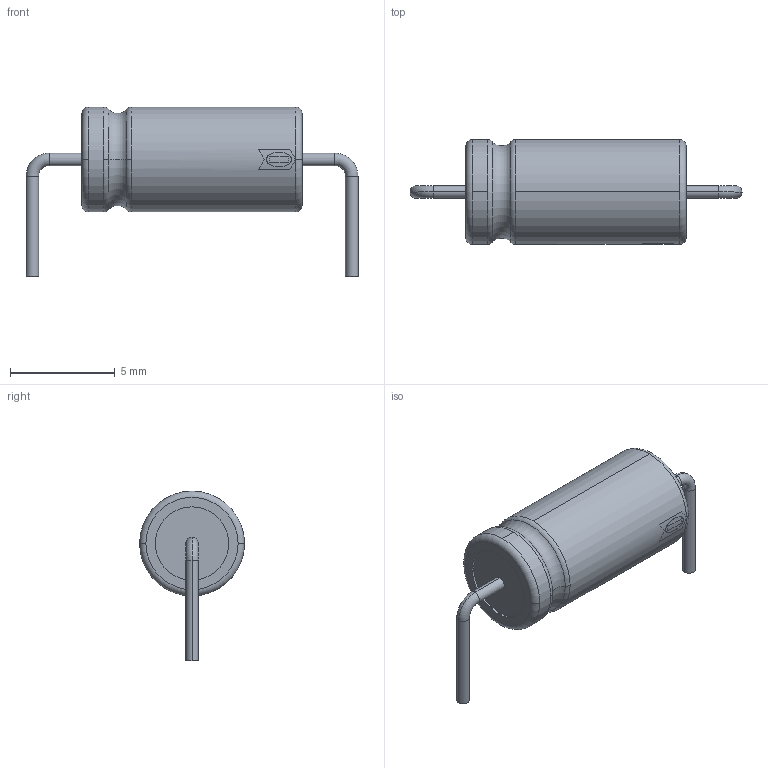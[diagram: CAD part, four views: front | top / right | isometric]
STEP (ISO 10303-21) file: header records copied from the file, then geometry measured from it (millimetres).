
FILE_DESCRIPTION((''),'2;1');
FILE_NAME('CAPPA1524-1050X500.stp','2011-11-24T16:26:55',(''),(''),'Mechanical Desktop 2011','Mechanical Desktop 2011',', , ');
FILE_SCHEMA(('AUTOMOTIVE_DESIGN { 1 2 10303 214 1 1 1 1 }'));
Length unit declared in the file: millimetre
Products named in the file (1): Product
Bounding box: 15.84 x 5 x 8.1 mm (x, y, z)
Volume: 206.7 mm3; surface area: 284.8 mm2
Topology: 7 solids, 7 shells, 77 faces, 166 edges, 107 vertices
Faces by surface type: plane 33, cylinder 19, torus 14, bspline 11
Entity records: 2368 total; most frequent: CARTESIAN_POINT 582, DIRECTION 386, ORIENTED_EDGE 332, EDGE_CURVE 166, AXIS2_PLACEMENT_3D 157, VERTEX_POINT 107, EDGE_LOOP 83, CIRCLE 78
